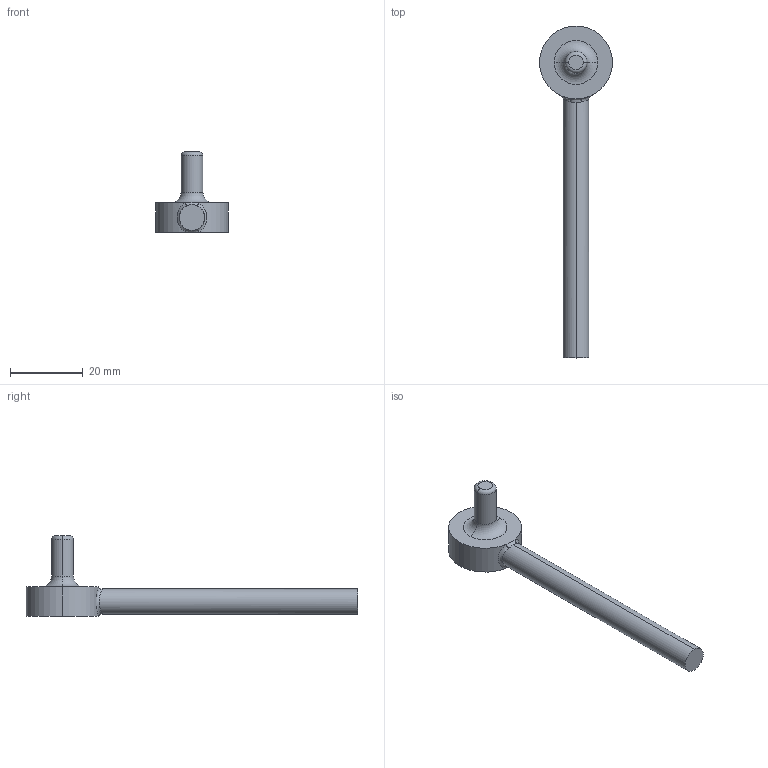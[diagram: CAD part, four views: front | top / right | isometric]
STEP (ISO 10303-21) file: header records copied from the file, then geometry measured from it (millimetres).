
FILE_DESCRIPTION (( 'STEP AP203' ), '1' );
FILE_NAME ('Pendulum_Default_sldprt.STEP', '2025-12-21T13:26:01', ( '' ), ( '' ), 'SwSTEP 2.0', 'SolidWorks 2024', '' );
FILE_SCHEMA (( 'CONFIG_CONTROL_DESIGN' ));
Length unit declared in the file: millimetre
Products named in the file (1): Pendulum_Default_sldprt
Bounding box: 20 x 91 x 22 mm (x, y, z)
Volume: 5691.2 mm3; surface area: 2928.3 mm2
Topology: 1 solids, 1 shells, 19 faces, 40 edges, 24 vertices
Faces by surface type: cylinder 7, torus 4, plane 4, bspline 4
Entity records: 915 total; most frequent: CARTESIAN_POINT 438, DIRECTION 90, ORIENTED_EDGE 80, AXIS2_PLACEMENT_3D 42, EDGE_CURVE 40, CIRCLE 26, VERTEX_POINT 24, EDGE_LOOP 20
